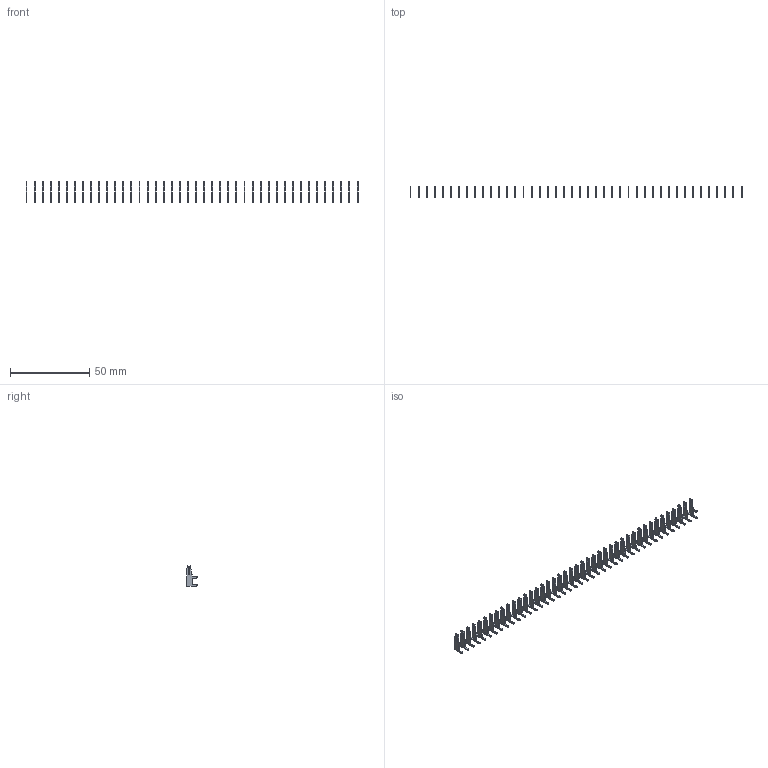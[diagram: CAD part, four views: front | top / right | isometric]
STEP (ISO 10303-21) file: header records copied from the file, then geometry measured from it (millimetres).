
FILE_DESCRIPTION (( 'STEP AP203' ), '1' );
FILE_NAME ('105-042-203-200.STEP', '2020-08-29T23:46:49', ( '' ), ( '' ), 'SwSTEP 2.0', 'SolidWorks 2020', '' );
FILE_SCHEMA (( 'CONFIG_CONTROL_DESIGN' ));
Length unit declared in the file: inch
Products named in the file (2): 100-290-001_100-290-203; 105-042-203-200
Assembly tree (42 placements, depth 2):
  105-042-203-200
    100-290-001_100-290-203  x42
Bounding box: 208.88 x 6.53 x 12.7 mm (x, y, z)
Volume: 1060.3 mm3; surface area: 4860.2 mm2
Topology: 42 solids, 42 shells, 1176 faces, 3276 edges, 2184 vertices
Faces by surface type: plane 882, cylinder 294
Entity records: 2408 total; most frequent: DIRECTION 234, CARTESIAN_POINT 215, ORIENTED_EDGE 156, DATE_AND_TIME 94, COORDINATED_UNIVERSAL_TIME_OFFSET 94, LOCAL_TIME 94, CALENDAR_DATE 94, AXIS2_PLACEMENT_3D 87
